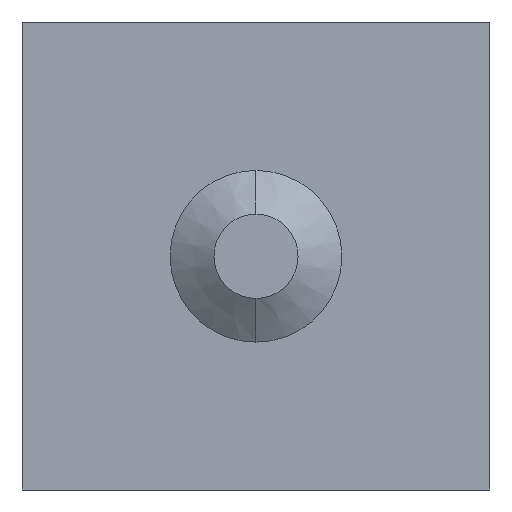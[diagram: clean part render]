
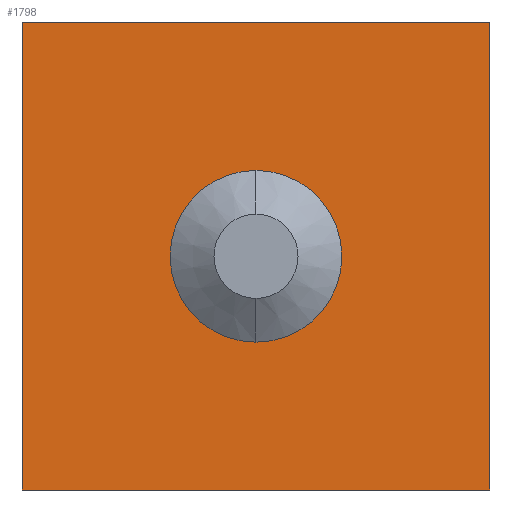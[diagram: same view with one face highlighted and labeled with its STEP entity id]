
A CAD part, left-side view. The second image highlights one B-rep face of the part: STEP entity #1798.
In plain terms, the highlighted planar face has unit normal (-1, 0, 0).
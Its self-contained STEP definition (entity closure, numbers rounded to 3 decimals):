
#96 = DIRECTION ( 'NONE',  ( 0., 0., -1. ) ) ;
#278 = DIRECTION ( 'NONE',  ( 1., 0., 0. ) ) ;
#279 = DIRECTION ( 'NONE',  ( 0., 0., -1. ) ) ;
#402 = CARTESIAN_POINT ( 'NONE',  ( -5.08, 1.905, 0. ) ) ;
#408 = EDGE_CURVE ( 'NONE', #3208, #647, #722, .T. ) ;
#421 = CARTESIAN_POINT ( 'NONE',  ( -5.08, 0., 1.905 ) ) ;
#434 = VERTEX_POINT ( 'NONE', #2778 ) ;
#531 = EDGE_LOOP ( 'NONE', ( #796, #2293, #2071, #2019 ) ) ;
#578 = EDGE_CURVE ( 'NONE', #434, #2468, #2573, .T. ) ;
#591 = FACE_BOUND ( 'NONE', #632, .T. ) ;
#632 = EDGE_LOOP ( 'NONE', ( #1996, #1308 ) ) ;
#647 = VERTEX_POINT ( 'NONE', #2442 ) ;
#722 = LINE ( 'NONE', #2711, #3117 ) ;
#765 = CIRCLE ( 'NONE', #1185, 0.7 ) ;
#796 = ORIENTED_EDGE ( 'NONE', *, *, #408, .T. ) ;
#882 = VECTOR ( 'NONE', #1825, 1000. ) ;
#892 = AXIS2_PLACEMENT_3D ( 'NONE', #421, #967, #2932 ) ;
#967 = DIRECTION ( 'NONE',  ( 1., 0., 0. ) ) ;
#968 = VERTEX_POINT ( 'NONE', #2735 ) ;
#1046 = DIRECTION ( 'NONE',  ( 0., 0., -1. ) ) ;
#1147 = CARTESIAN_POINT ( 'NONE',  ( -5.08, 0., 2.605 ) ) ;
#1185 = AXIS2_PLACEMENT_3D ( 'NONE', #1743, #1998, #279 ) ;
#1247 = LINE ( 'NONE', #1463, #2394 ) ;
#1304 = LINE ( 'NONE', #2095, #1445 ) ;
#1308 = ORIENTED_EDGE ( 'NONE', *, *, #2506, .T. ) ;
#1445 = VECTOR ( 'NONE', #96, 1000. ) ;
#1456 = VERTEX_POINT ( 'NONE', #1147 ) ;
#1463 = CARTESIAN_POINT ( 'NONE',  ( -5.08, 1.905, 3.81 ) ) ;
#1491 = EDGE_CURVE ( 'NONE', #434, #3208, #1247, .T. ) ;
#1743 = CARTESIAN_POINT ( 'NONE',  ( -5.08, 0., 1.905 ) ) ;
#1798 = ADVANCED_FACE ( 'NONE', ( #591, #2076 ), #3061, .F. ) ;
#1802 = CARTESIAN_POINT ( 'NONE',  ( -5.08, 1.905, 3.81 ) ) ;
#1825 = DIRECTION ( 'NONE',  ( 0., -1., 0. ) ) ;
#1844 = EDGE_CURVE ( 'NONE', #2468, #647, #1304, .T. ) ;
#1873 = AXIS2_PLACEMENT_3D ( 'NONE', #3084, #278, #1046 ) ;
#1936 = CARTESIAN_POINT ( 'NONE',  ( -5.08, -1.905, 3.81 ) ) ;
#1996 = ORIENTED_EDGE ( 'NONE', *, *, #2443, .T. ) ;
#1998 = DIRECTION ( 'NONE',  ( 1., 0., 0. ) ) ;
#2019 = ORIENTED_EDGE ( 'NONE', *, *, #1491, .T. ) ;
#2071 = ORIENTED_EDGE ( 'NONE', *, *, #578, .F. ) ;
#2076 = FACE_OUTER_BOUND ( 'NONE', #531, .T. ) ;
#2095 = CARTESIAN_POINT ( 'NONE',  ( -5.08, -1.905, 3.81 ) ) ;
#2293 = ORIENTED_EDGE ( 'NONE', *, *, #1844, .F. ) ;
#2394 = VECTOR ( 'NONE', #2737, 1000. ) ;
#2442 = CARTESIAN_POINT ( 'NONE',  ( -5.08, -1.905, 0. ) ) ;
#2443 = EDGE_CURVE ( 'NONE', #968, #1456, #2860, .T. ) ;
#2468 = VERTEX_POINT ( 'NONE', #1936 ) ;
#2480 = DIRECTION ( 'NONE',  ( 0., -1., 0. ) ) ;
#2506 = EDGE_CURVE ( 'NONE', #1456, #968, #765, .T. ) ;
#2573 = LINE ( 'NONE', #1802, #882 ) ;
#2711 = CARTESIAN_POINT ( 'NONE',  ( -5.08, 1.905, 0. ) ) ;
#2735 = CARTESIAN_POINT ( 'NONE',  ( -5.08, 0., 1.205 ) ) ;
#2737 = DIRECTION ( 'NONE',  ( 0., 0., -1. ) ) ;
#2778 = CARTESIAN_POINT ( 'NONE',  ( -5.08, 1.905, 3.81 ) ) ;
#2860 = CIRCLE ( 'NONE', #892, 0.7 ) ;
#2932 = DIRECTION ( 'NONE',  ( 0., 0., -1. ) ) ;
#3061 = PLANE ( 'NONE',  #1873 ) ;
#3084 = CARTESIAN_POINT ( 'NONE',  ( -5.08, 1.905, 3.81 ) ) ;
#3117 = VECTOR ( 'NONE', #2480, 1000. ) ;
#3208 = VERTEX_POINT ( 'NONE', #402 ) ;
